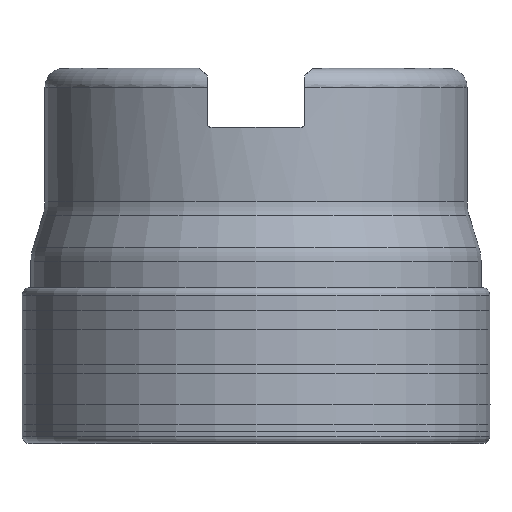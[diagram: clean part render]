
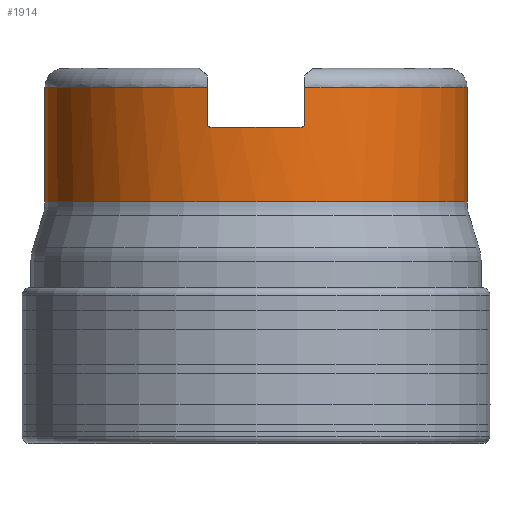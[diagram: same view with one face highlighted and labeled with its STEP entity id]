
A CAD part, left-side view. The second image highlights one B-rep face of the part: STEP entity #1914.
In plain terms, the highlighted cylindrical face has radius 22.5 mm (diameter 45 mm), a partial arc.
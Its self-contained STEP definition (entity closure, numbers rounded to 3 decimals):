
#303=DIRECTION('',(0.,0.,1.));
#304=VECTOR('',#303,12.237);
#305=CARTESIAN_POINT('',(0.,22.5,2.));
#306=LINE('',#305,#304);
#318=DIRECTION('',(0.,0.,1.));
#319=VECTOR('',#318,12.237);
#320=CARTESIAN_POINT('',(0.,-22.5,2.));
#321=LINE('',#320,#319);
#403=CARTESIAN_POINT('',(0.,0.,2.));
#404=DIRECTION('',(0.,0.,1.));
#405=DIRECTION('',(0.973,0.231,0.));
#406=AXIS2_PLACEMENT_3D('',#403,#404,#405);
#411=DIRECTION('',(0.,0.,-1.));
#412=VECTOR('',#411,3.9);
#413=CARTESIAN_POINT('',(21.891,5.2,5.9));
#414=LINE('',#413,#412);
#418=CARTESIAN_POINT('',(21.982,4.8,6.3));
#419=CARTESIAN_POINT('',(21.978,4.816,6.3));
#420=CARTESIAN_POINT('',(21.971,4.849,6.298));
#421=CARTESIAN_POINT('',(21.961,4.897,6.289));
#422=CARTESIAN_POINT('',(21.95,4.944,6.274));
#423=CARTESIAN_POINT('',(21.94,4.988,6.254));
#424=CARTESIAN_POINT('',(21.931,5.03,6.229));
#425=CARTESIAN_POINT('',(21.922,5.068,6.198));
#426=CARTESIAN_POINT('',(21.914,5.102,6.164));
#427=CARTESIAN_POINT('',(21.907,5.131,6.126));
#428=CARTESIAN_POINT('',(21.901,5.156,6.084));
#429=CARTESIAN_POINT('',(21.897,5.175,6.041));
#430=CARTESIAN_POINT('',(21.893,5.19,5.995));
#431=CARTESIAN_POINT('',(21.891,5.198,5.947));
#432=CARTESIAN_POINT('',(21.891,5.2,5.916));
#433=CARTESIAN_POINT('',(21.891,5.2,5.9));
#438=CARTESIAN_POINT('',(0.,0.,6.3));
#439=DIRECTION('',(0.,0.,-1.));
#440=DIRECTION('',(0.977,0.213,0.));
#441=AXIS2_PLACEMENT_3D('',#438,#439,#440);
#446=CARTESIAN_POINT('',(21.891,-5.2,5.9));
#447=CARTESIAN_POINT('',(21.891,-5.2,5.916));
#448=CARTESIAN_POINT('',(21.891,-5.198,5.947));
#449=CARTESIAN_POINT('',(21.893,-5.19,5.995));
#450=CARTESIAN_POINT('',(21.897,-5.175,6.041));
#451=CARTESIAN_POINT('',(21.901,-5.156,6.084));
#452=CARTESIAN_POINT('',(21.907,-5.131,6.126));
#453=CARTESIAN_POINT('',(21.914,-5.102,6.164));
#454=CARTESIAN_POINT('',(21.922,-5.068,6.198));
#455=CARTESIAN_POINT('',(21.931,-5.03,6.229));
#456=CARTESIAN_POINT('',(21.94,-4.988,6.254));
#457=CARTESIAN_POINT('',(21.95,-4.944,6.274));
#458=CARTESIAN_POINT('',(21.961,-4.897,6.289));
#459=CARTESIAN_POINT('',(21.971,-4.849,6.298));
#460=CARTESIAN_POINT('',(21.978,-4.816,6.3));
#461=CARTESIAN_POINT('',(21.982,-4.8,6.3));
#466=DIRECTION('',(0.,0.,-1.));
#467=VECTOR('',#466,3.9);
#468=CARTESIAN_POINT('',(21.891,-5.2,5.9));
#469=LINE('',#468,#467);
#473=CARTESIAN_POINT('',(0.,0.,2.));
#474=DIRECTION('',(0.,0.,1.));
#475=DIRECTION('',(0.,-1.,0.));
#476=AXIS2_PLACEMENT_3D('',#473,#474,#475);
#481=CARTESIAN_POINT('',(0.,0.,14.237));
#482=DIRECTION('',(0.,0.,-1.));
#483=DIRECTION('',(0.,1.,0.));
#484=AXIS2_PLACEMENT_3D('',#481,#482,#483);
#1485=CARTESIAN_POINT('',(0.,-22.5,14.237));
#1486=CARTESIAN_POINT('',(0.,22.5,14.237));
#1487=VERTEX_POINT('',#1485);
#1488=VERTEX_POINT('',#1486);
#1497=CARTESIAN_POINT('',(0.,22.5,2.));
#1498=VERTEX_POINT('',#1497);
#1499=CARTESIAN_POINT('',(0.,-22.5,2.));
#1500=VERTEX_POINT('',#1499);
#1503=CARTESIAN_POINT('',(21.891,5.2,2.));
#1504=VERTEX_POINT('',#1503);
#1505=CARTESIAN_POINT('',(21.891,-5.2,2.));
#1506=VERTEX_POINT('',#1505);
#1562=CARTESIAN_POINT('',(21.891,5.2,5.9));
#1564=VERTEX_POINT('',#1562);
#1566=CARTESIAN_POINT('',(21.982,4.8,6.3));
#1568=VERTEX_POINT('',#1566);
#1569=CARTESIAN_POINT('',(21.891,-5.2,5.9));
#1571=VERTEX_POINT('',#1569);
#1577=CARTESIAN_POINT('',(21.982,-4.8,6.3));
#1579=VERTEX_POINT('',#1577);
#1890=CARTESIAN_POINT('',(0.,0.,40.95));
#1891=DIRECTION('',(0.,0.,-1.));
#1892=DIRECTION('',(0.,-1.,0.));
#1893=AXIS2_PLACEMENT_3D('',#1890,#1891,#1892);
#1894=CYLINDRICAL_SURFACE('',#1893,22.5);
#1895=ORIENTED_EDGE('',*,*,#1868,.F.);
#1897=ORIENTED_EDGE('',*,*,#1896,.F.);
#1899=ORIENTED_EDGE('',*,*,#1898,.F.);
#1901=ORIENTED_EDGE('',*,*,#1900,.F.);
#1903=ORIENTED_EDGE('',*,*,#1902,.T.);
#1905=ORIENTED_EDGE('',*,*,#1904,.F.);
#1907=ORIENTED_EDGE('',*,*,#1906,.T.);
#1909=ORIENTED_EDGE('',*,*,#1908,.F.);
#1910=ORIENTED_EDGE('',*,*,#1871,.T.);
#1911=ORIENTED_EDGE('',*,*,#1843,.F.);
#1912=EDGE_LOOP('',(#1895,#1897,#1899,#1901,#1903,#1905,#1907,#1909,#1910,
#1911));
#1913=FACE_OUTER_BOUND('',#1912,.F.);
#1914=ADVANCED_FACE('',(#1913),#1894,.T.);
#407=CIRCLE('',#406,22.5);
#434=B_SPLINE_CURVE_WITH_KNOTS('',3,(#418,#419,#420,#421,#422,#423,#424,#425,
#426,#427,#428,#429,#430,#431,#432,#433),.UNSPECIFIED.,.F.,.F.,(4,1,1,1,1,1,1,1,
1,1,1,1,1,4),(0.,0.077,0.154,0.231,
0.308,0.385,0.462,0.538,
0.615,0.692,0.769,0.846,
0.923,1.),.UNSPECIFIED.);
#442=CIRCLE('',#441,22.5);
#462=B_SPLINE_CURVE_WITH_KNOTS('',3,(#446,#447,#448,#449,#450,#451,#452,#453,
#454,#455,#456,#457,#458,#459,#460,#461),.UNSPECIFIED.,.F.,.F.,(4,1,1,1,1,1,1,1,
1,1,1,1,1,4),(0.,0.077,0.154,0.231,
0.308,0.385,0.462,0.538,
0.615,0.692,0.769,0.846,
0.923,1.),.UNSPECIFIED.);
#477=CIRCLE('',#476,22.5);
#485=CIRCLE('',#484,22.5);
#1843=EDGE_CURVE('',#1488,#1487,#485,.T.);
#1868=EDGE_CURVE('',#1498,#1488,#306,.T.);
#1871=EDGE_CURVE('',#1500,#1487,#321,.T.);
#1896=EDGE_CURVE('',#1504,#1498,#407,.T.);
#1898=EDGE_CURVE('',#1564,#1504,#414,.T.);
#1900=EDGE_CURVE('',#1568,#1564,#434,.T.);
#1902=EDGE_CURVE('',#1568,#1579,#442,.T.);
#1904=EDGE_CURVE('',#1571,#1579,#462,.T.);
#1906=EDGE_CURVE('',#1571,#1506,#469,.T.);
#1908=EDGE_CURVE('',#1500,#1506,#477,.T.);
